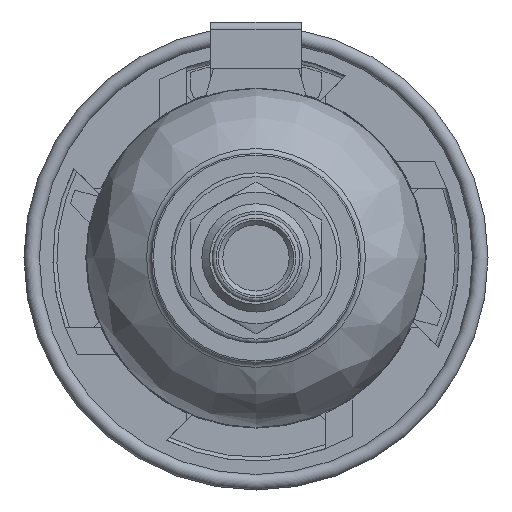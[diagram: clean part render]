
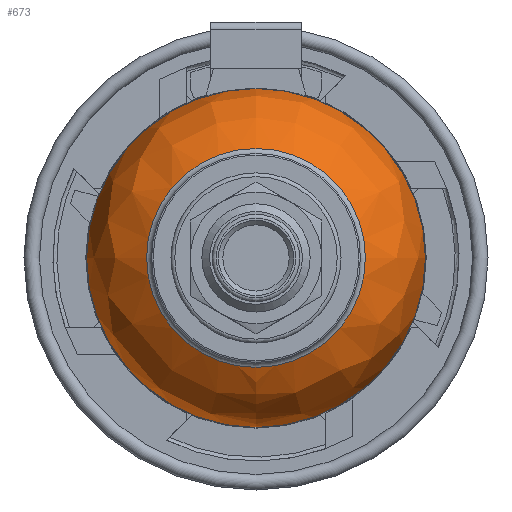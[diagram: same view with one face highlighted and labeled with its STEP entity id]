
A CAD part, front view. The second image highlights one B-rep face of the part: STEP entity #673.
In plain terms, the highlighted free-form (B-spline) face has degree [3, 3] with [4, 7] control points.
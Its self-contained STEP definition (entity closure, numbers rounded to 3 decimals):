
#673 = ADVANCED_FACE( '', ( #1429, #1430 ), #1431, .T. );
#1429 = FACE_OUTER_BOUND( '', #2270, .T. );
#1430 = FACE_OUTER_BOUND( '', #2271, .T. );
#1431 = ( BOUNDED_SURFACE(  )B_SPLINE_SURFACE( 3, 3, ( ( #2274, #2275, #2276, #2277, #2278, #2279, #2280 ), ( #2281, #2282, #2283, #2284, #2285, #2286, #2287 ), ( #2288, #2289, #2290, #2291, #2292, #2293, #2294 ), ( #2295, #2296, #2297, #2298, #2299, #2300, #2301 ) ), .UNSPECIFIED., .F., .T., .F. )B_SPLINE_SURFACE_WITH_KNOTS( ( 4, 4 ), ( 4, 3, 4 ), ( 0., 6.283 ), ( 0., 0.605, 1.209 ), .UNSPECIFIED. )GEOMETRIC_REPRESENTATION_ITEM(  )RATIONAL_B_SPLINE_SURFACE( ( ( 1., 0.333, 0.333, 1., 0.333, 0.333, 1. ), ( 0.882, 0.294, 0.294, 0.882, 0.294, 0.294, 0.882 ), ( 0.882, 0.294, 0.294, 0.882, 0.294, 0.294, 0.882 ), ( 1., 0.333, 0.333, 1., 0.333, 0.333, 1. ) ) )REPRESENTATION_ITEM( '' )SURFACE(  ) );
#2270 = EDGE_LOOP( '', ( #4062 ) );
#2271 = EDGE_LOOP( '', ( #4063 ) );
#2274 = CARTESIAN_POINT( '', ( 0., 10.276, -14.146 ) );
#2275 = CARTESIAN_POINT( '', ( 28.292, 10.276, -14.146 ) );
#2276 = CARTESIAN_POINT( '', ( 28.292, 10.276, 14.146 ) );
#2277 = CARTESIAN_POINT( '', ( 0., 10.276, 14.146 ) );
#2278 = CARTESIAN_POINT( '', ( -28.292, 10.276, 14.146 ) );
#2279 = CARTESIAN_POINT( '', ( -28.292, 10.276, -14.146 ) );
#2280 = CARTESIAN_POINT( '', ( 0., 10.276, -14.146 ) );
#2281 = CARTESIAN_POINT( '', ( 0., 12.101, -18.969 ) );
#2282 = CARTESIAN_POINT( '', ( 37.938, 12.101, -18.969 ) );
#2283 = CARTESIAN_POINT( '', ( 37.938, 12.101, 18.969 ) );
#2284 = CARTESIAN_POINT( '', ( 0., 12.101, 18.969 ) );
#2285 = CARTESIAN_POINT( '', ( -37.938, 12.101, 18.969 ) );
#2286 = CARTESIAN_POINT( '', ( -37.938, 12.101, -18.969 ) );
#2287 = CARTESIAN_POINT( '', ( 0., 12.101, -18.969 ) );
#2288 = CARTESIAN_POINT( '', ( 0., 16.343, -21.9 ) );
#2289 = CARTESIAN_POINT( '', ( 43.8, 16.343, -21.9 ) );
#2290 = CARTESIAN_POINT( '', ( 43.8, 16.343, 21.9 ) );
#2291 = CARTESIAN_POINT( '', ( 0., 16.343, 21.9 ) );
#2292 = CARTESIAN_POINT( '', ( -43.8, 16.343, 21.9 ) );
#2293 = CARTESIAN_POINT( '', ( -43.8, 16.343, -21.9 ) );
#2294 = CARTESIAN_POINT( '', ( 0., 16.343, -21.9 ) );
#2295 = CARTESIAN_POINT( '', ( 0., 21.5, -21.9 ) );
#2296 = CARTESIAN_POINT( '', ( 43.8, 21.5, -21.9 ) );
#2297 = CARTESIAN_POINT( '', ( 43.8, 21.5, 21.9 ) );
#2298 = CARTESIAN_POINT( '', ( 0., 21.5, 21.9 ) );
#2299 = CARTESIAN_POINT( '', ( -43.8, 21.5, 21.9 ) );
#2300 = CARTESIAN_POINT( '', ( -43.8, 21.5, -21.9 ) );
#2301 = CARTESIAN_POINT( '', ( 0., 21.5, -21.9 ) );
#4062 = ORIENTED_EDGE( '', *, *, #5370, .T. );
#4063 = ORIENTED_EDGE( '', *, *, #5012, .F. );
#5012 = EDGE_CURVE( '', #6000, #6000, #6001, .T. );
#5370 = EDGE_CURVE( '', #6573, #6573, #6574, .T. );
#6000 = VERTEX_POINT( '', #7464 );
#6001 = CIRCLE( '', #7465, 14.146 );
#6573 = VERTEX_POINT( '', #8419 );
#6574 = CIRCLE( '', #8420, 21.9 );
#7464 = CARTESIAN_POINT( '', ( 0., 10.276, -14.146 ) );
#7465 = AXIS2_PLACEMENT_3D( '', #9246, #9247, #9248 );
#8419 = CARTESIAN_POINT( '', ( 0., 21.5, -21.9 ) );
#8420 = AXIS2_PLACEMENT_3D( '', #9645, #9646, #9647 );
#9246 = CARTESIAN_POINT( '', ( 0., 10.276, 0. ) );
#9247 = DIRECTION( '', ( 0., -1., 0. ) );
#9248 = DIRECTION( '', ( 0., 0., -1. ) );
#9645 = CARTESIAN_POINT( '', ( 0., 21.5, 0. ) );
#9646 = DIRECTION( '', ( 0., -1., 0. ) );
#9647 = DIRECTION( '', ( 0., 0., -1. ) );
